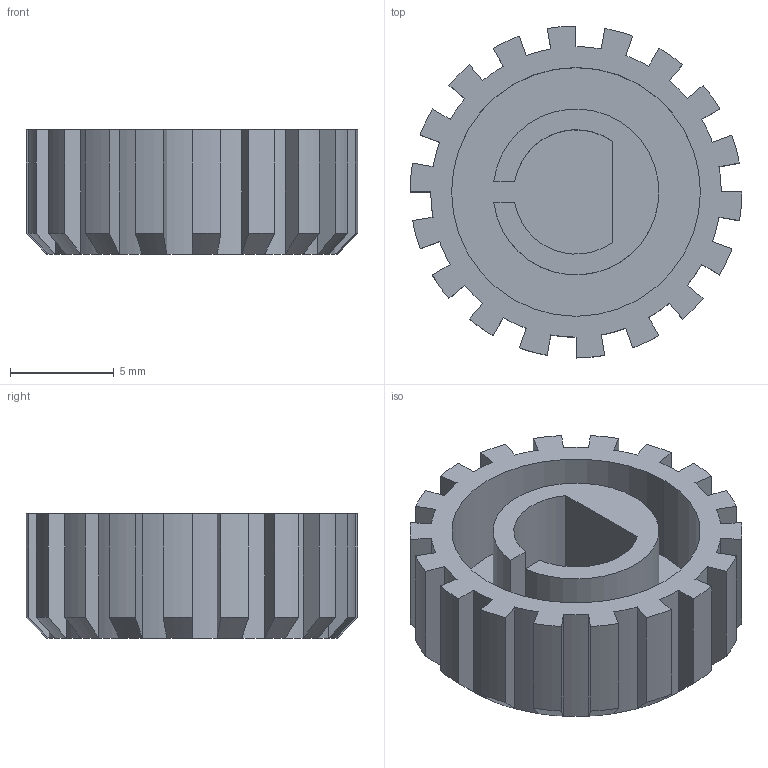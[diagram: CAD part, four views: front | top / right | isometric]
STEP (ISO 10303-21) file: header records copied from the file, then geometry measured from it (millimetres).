
FILE_DESCRIPTION (( 'STEP AP214' ), '1' );
FILE_NAME ('knob.STEP', '2023-10-22T22:53:31', ( '' ), ( '' ), '', '', '' );
FILE_SCHEMA (( 'AUTOMOTIVE_DESIGN' ));
Length unit declared in the file: millimetre
Products named in the file (1): knob
Bounding box: 16 x 16 x 6 mm (x, y, z)
Volume: 657.7 mm3; surface area: 1184.3 mm2
Topology: 1 solids, 1 shells, 103 faces, 261 edges, 162 vertices
Faces by surface type: plane 43, cylinder 42, cone 18
Entity records: 3112 total; most frequent: DIRECTION 571, CARTESIAN_POINT 527, ORIENTED_EDGE 522, EDGE_CURVE 261, AXIS2_PLACEMENT_3D 206, VERTEX_POINT 162, LINE 159, VECTOR 159
